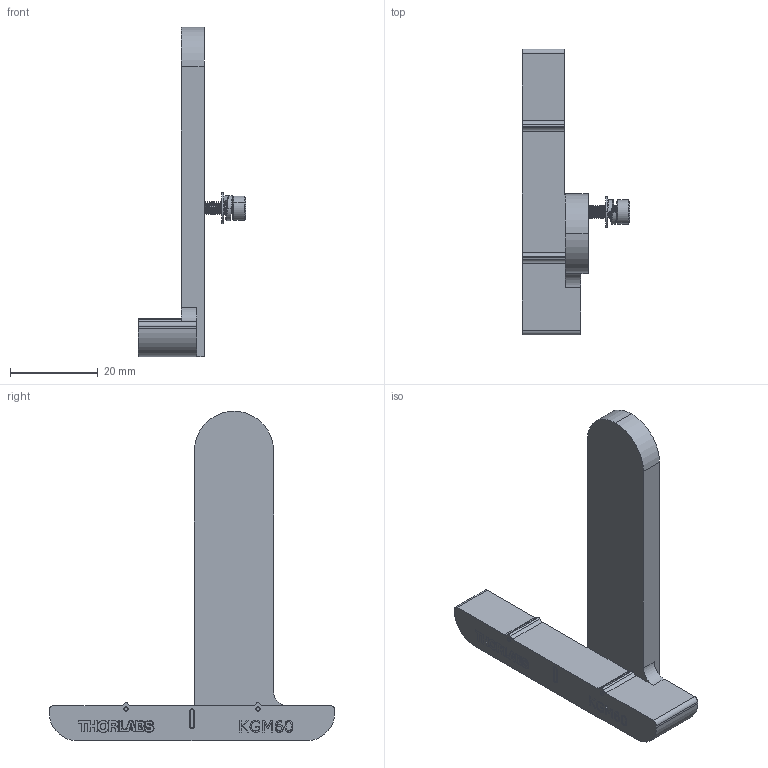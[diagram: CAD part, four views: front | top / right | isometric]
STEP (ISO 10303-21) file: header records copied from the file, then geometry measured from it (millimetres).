
FILE_DESCRIPTION(('FreeCAD Model'),'2;1');
FILE_NAME('Open CASCADE Shape Model','2023-03-22T10:41:59',('Author'),( ''),'Open CASCADE STEP processor 7.6','FreeCAD','Unknown');
FILE_SCHEMA(('AUTOMOTIVE_DESIGN { 1 0 10303 214 1 1 1 1 }'));
Length unit declared in the file: millimetre
Products named in the file (5): LinkGroup; Solid002; Solid008; Solid006; Solid004
Assembly tree (4 placements, depth 2):
  LinkGroup
    Solid002
    Solid008
    Solid006
    Solid004
Bounding box: 24.44 x 65 x 75 mm (x, y, z)
Volume: 12187.6 mm3; surface area: 6125 mm2
Topology: 4 solids, 4 shells, 405 faces, 1073 edges, 707 vertices
Faces by surface type: plane 175, cylinder 110, bspline 102, cone 18
Entity records: 34671 total; most frequent: CARTESIAN_POINT 14984, DIRECTION 2985, ORIENTED_EDGE 2142, PCURVE 2142, DEFINITIONAL_REPRESENTATION 2142, LINE 2112, VECTOR 2112, EDGE_CURVE 1071
